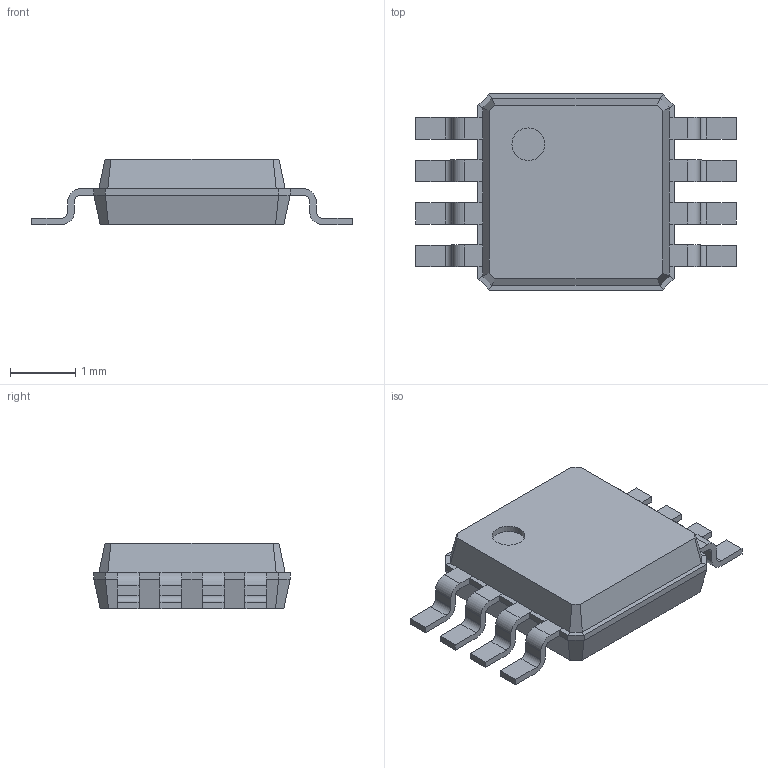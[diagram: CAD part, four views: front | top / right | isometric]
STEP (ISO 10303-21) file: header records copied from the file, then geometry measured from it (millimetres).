
FILE_DESCRIPTION(/* description */ ('model of MSOP-8-1EP_3x3mm_Pitch0.65mm'),/* implementation_level */ '2;1');
FILE_NAME(/* name */ 'MSOP-8-1EP_3x3mm_Pitch0.65mm.step',/* time_stamp */ '2017-03-09T10:15:04',/* author */ ('kicad StepUp','ksu'),/* organization */ ('FreeCAD'),/* preprocessor_version */ 'OCC',/* originating_system */ 'kicad StepUp',/* authorisation */ '');
FILE_SCHEMA(('AUTOMOTIVE_DESIGN_CC2 { 1 2 10303 214 -1 1 5 4 }'));
Length unit declared in the file: millimetre
Products named in the file (1): MSOP-8-1EP_3x3mm_Pitch0.65mm
Bounding box: 4.9 x 3 x 1 mm (x, y, z)
Volume: 8.4 mm3; surface area: 36 mm2
Topology: 1 solids, 1 shells, 161 faces, 415 edges, 258 vertices
Faces by surface type: plane 96, cylinder 33, bspline 32
Full cylindrical faces by diameter (mm): 0.5 x1
Entity records: 5896 total; most frequent: CARTESIAN_POINT 963, ORIENTED_EDGE 830, DIRECTION 709, EDGE_CURVE 415, LINE 317, VECTOR 317, VERTEX_POINT 258, AXIS2_PLACEMENT_3D 196
